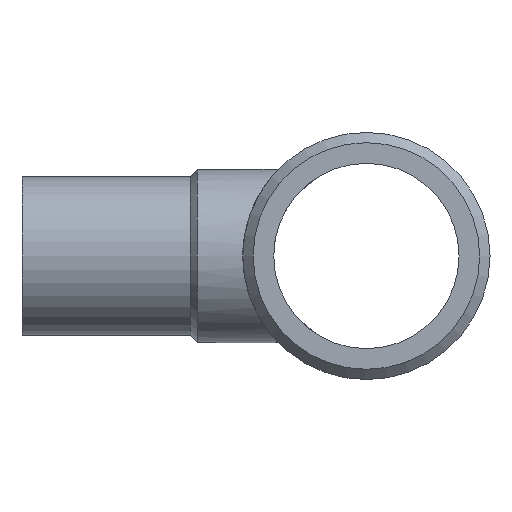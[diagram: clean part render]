
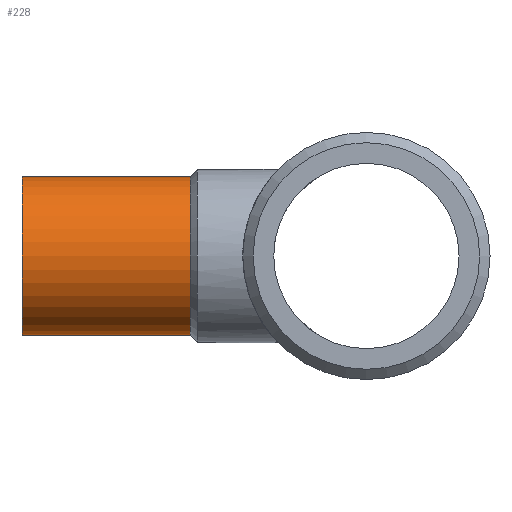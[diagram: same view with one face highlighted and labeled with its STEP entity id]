
A CAD part, left-side view. The second image highlights one B-rep face of the part: STEP entity #228.
In plain terms, the highlighted cylindrical face has radius 31.5 mm (diameter 63 mm), a full revolution.
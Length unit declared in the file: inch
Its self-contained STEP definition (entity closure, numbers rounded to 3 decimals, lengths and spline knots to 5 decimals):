
#17 = DIRECTION ( 'NONE',  ( 0., 1., 0. ) ) ;
#20 = DIRECTION ( 'NONE',  ( 0., 0., 1. ) ) ;
#21 = EDGE_CURVE ( 'NONE', #114, #114, #401, .T. ) ;
#50 = CARTESIAN_POINT ( 'NONE',  ( -5.19685, 5.38559, 0. ) ) ;
#70 = CARTESIAN_POINT ( 'NONE',  ( -5.19685, 2.75591, 0. ) ) ;
#82 = DIRECTION ( 'NONE',  ( 0., 1., 0. ) ) ;
#88 = DIRECTION ( 'NONE',  ( 0., 0., -1. ) ) ;
#114 = VERTEX_POINT ( 'NONE', #270 ) ;
#170 = FACE_OUTER_BOUND ( 'NONE', #300, .T. ) ;
#189 = CYLINDRICAL_SURFACE ( 'NONE', #346, 1.24016 ) ;
#200 = ORIENTED_EDGE ( 'NONE', *, *, #308, .F. ) ;
#204 = ORIENTED_EDGE ( 'NONE', *, *, #21, .T. ) ;
#223 = AXIS2_PLACEMENT_3D ( 'NONE', #70, #82, #88 ) ;
#228 = ADVANCED_FACE ( 'NONE', ( #170, #260 ), #189, .T. ) ;
#260 = FACE_OUTER_BOUND ( 'NONE', #277, .T. ) ;
#270 = CARTESIAN_POINT ( 'NONE',  ( -5.19685, 2.75591, -1.24016 ) ) ;
#277 = EDGE_LOOP ( 'NONE', ( #200 ) ) ;
#282 = CIRCLE ( 'NONE', #333, 1.24016 ) ;
#300 = EDGE_LOOP ( 'NONE', ( #204 ) ) ;
#303 = DIRECTION ( 'NONE',  ( 0., -1., 0. ) ) ;
#308 = EDGE_CURVE ( 'NONE', #610, #610, #282, .T. ) ;
#333 = AXIS2_PLACEMENT_3D ( 'NONE', #50, #17, #20 ) ;
#346 = AXIS2_PLACEMENT_3D ( 'NONE', #487, #303, #602 ) ;
#401 = CIRCLE ( 'NONE', #223, 1.24016 ) ;
#487 = CARTESIAN_POINT ( 'NONE',  ( -5.19685, 4.01575, 0. ) ) ;
#507 = CARTESIAN_POINT ( 'NONE',  ( -5.19685, 5.38559, 1.24016 ) ) ;
#602 = DIRECTION ( 'NONE',  ( 0., 0., -1. ) ) ;
#610 = VERTEX_POINT ( 'NONE', #507 ) ;
